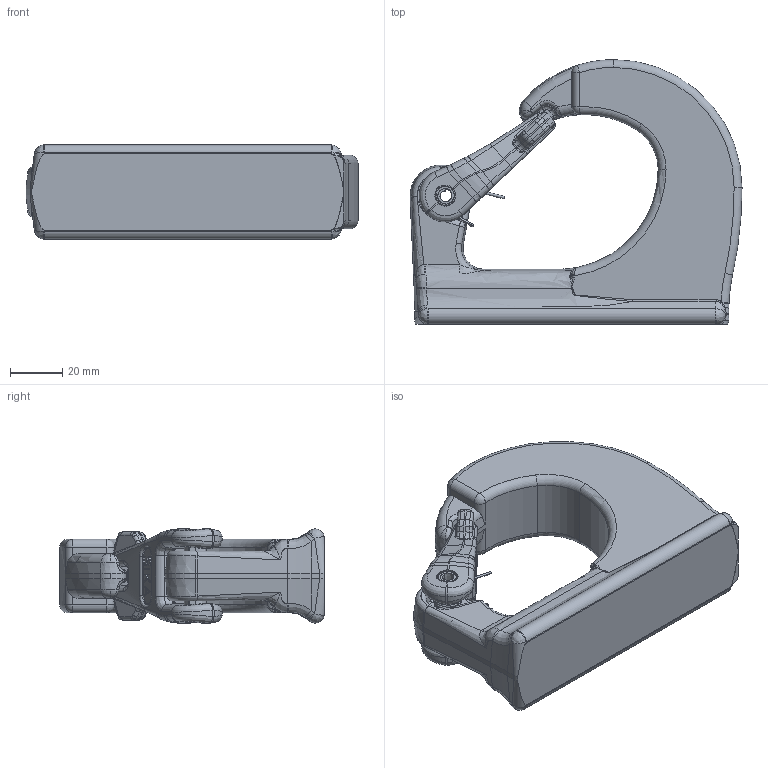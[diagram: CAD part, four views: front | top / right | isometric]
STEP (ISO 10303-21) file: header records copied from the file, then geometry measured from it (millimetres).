
FILE_DESCRIPTION (( 'STEP AP203' ), '1' );
FILE_NAME ('20240814_TBA_3t.STEP', '2024-08-14T13:40:46', ( '' ), ( '' ), 'SwSTEP 2.0', 'SolidWorks 2024', '' );
FILE_SCHEMA (( 'CONFIG_CONTROL_DESIGN' ));
Length unit declared in the file: millimetre
Products named in the file (6): 20240814_TBA_3t; tba-feder_tabelle_TBA 01,25; BaugrTBA03; Schnepper für TBA 1t + 2t + 3t_TBA 1,25 t Schnepper bearbeitet<Wie bearbeitet>; TBA3t_Stepversion_TBA3 bearbeitet<Wie bearbeitet>; Spannstifte_08x35
Assembly tree (5 placements, depth 3):
  20240814_TBA_3t
    TBA3t_Stepversion_TBA3 bearbeitet<Wie bearbeitet>
    BaugrTBA03
      Schnepper für TBA 1t + 2t + 3t_TBA 1,25 t Schnepper bearbeitet<Wie bearbeitet>
      tba-feder_tabelle_TBA 01,25
      Spannstifte_08x35
Bounding box: 126.75 x 101.08 x 36 mm (x, y, z)
Volume: 192451.5 mm3; surface area: 37532.1 mm2
Topology: 4 solids, 4 shells, 759 faces, 1962 edges, 1193 vertices
Faces by surface type: bspline 276, plane 226, cylinder 176, torus 50, cone 26, sphere 5
Entity records: 41936 total; most frequent: CARTESIAN_POINT 25779, ORIENTED_EDGE 3876, DIRECTION 2484, EDGE_CURVE 1938, VERTEX_POINT 1193, AXIS2_PLACEMENT_3D 930, EDGE_LOOP 771, ADVANCED_FACE 759
